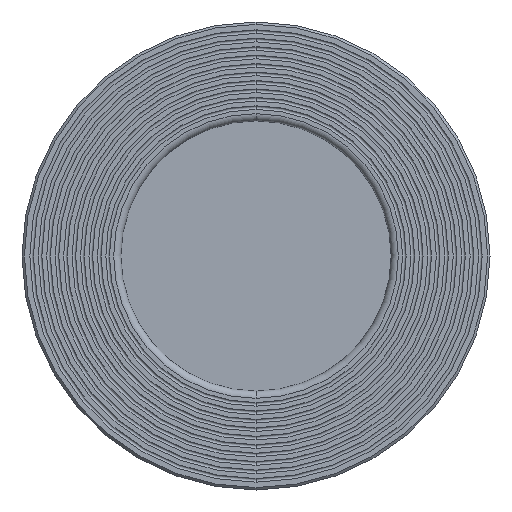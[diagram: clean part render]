
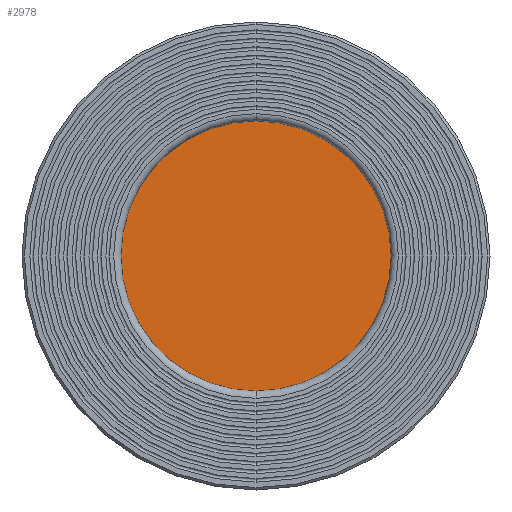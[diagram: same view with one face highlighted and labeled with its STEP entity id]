
A CAD part, front view. The second image highlights one B-rep face of the part: STEP entity #2978.
In plain terms, the highlighted planar face has unit normal (0, -1, 0).
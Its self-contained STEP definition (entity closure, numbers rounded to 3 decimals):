
#440 = ORIENTED_EDGE ( 'NONE', *, *, #7044, .T. ) ;
#1053 = CARTESIAN_POINT ( 'NONE',  ( 0., 12., -56. ) ) ;
#1389 = AXIS2_PLACEMENT_3D ( 'NONE', #2637, #10013, #3698 ) ;
#1690 = AXIS2_PLACEMENT_3D ( 'NONE', #13227, #12295, #6062 ) ;
#1816 = AXIS2_PLACEMENT_3D ( 'NONE', #11215, #4922, #12214 ) ;
#2637 = CARTESIAN_POINT ( 'NONE',  ( 0., 12., 0. ) ) ;
#2915 = PLANE ( 'NONE',  #1690 ) ;
#2922 = EDGE_CURVE ( 'NONE', #7375, #5632, #10453, .T. ) ;
#2978 = ADVANCED_FACE ( 'NONE', ( #10141 ), #2915, .T. ) ;
#3698 = DIRECTION ( 'NONE',  ( 0., 0., -1. ) ) ;
#4922 = DIRECTION ( 'NONE',  ( 0., -1., 0. ) ) ;
#5359 = EDGE_LOOP ( 'NONE', ( #6127, #440 ) ) ;
#5632 = VERTEX_POINT ( 'NONE', #11780 ) ;
#6062 = DIRECTION ( 'NONE',  ( 0., 0., -1. ) ) ;
#6127 = ORIENTED_EDGE ( 'NONE', *, *, #2922, .T. ) ;
#7044 = EDGE_CURVE ( 'NONE', #5632, #7375, #8659, .T. ) ;
#7375 = VERTEX_POINT ( 'NONE', #1053 ) ;
#8659 = CIRCLE ( 'NONE', #1389, 56. ) ;
#10013 = DIRECTION ( 'NONE',  ( 0., -1., 0. ) ) ;
#10141 = FACE_OUTER_BOUND ( 'NONE', #5359, .T. ) ;
#10453 = CIRCLE ( 'NONE', #1816, 56. ) ;
#11215 = CARTESIAN_POINT ( 'NONE',  ( 0., 12., 0. ) ) ;
#11780 = CARTESIAN_POINT ( 'NONE',  ( 0., 12., 56. ) ) ;
#12214 = DIRECTION ( 'NONE',  ( 0., 0., -1. ) ) ;
#12295 = DIRECTION ( 'NONE',  ( 0., -1., 0. ) ) ;
#13227 = CARTESIAN_POINT ( 'NONE',  ( -56., 12., 0. ) ) ;
